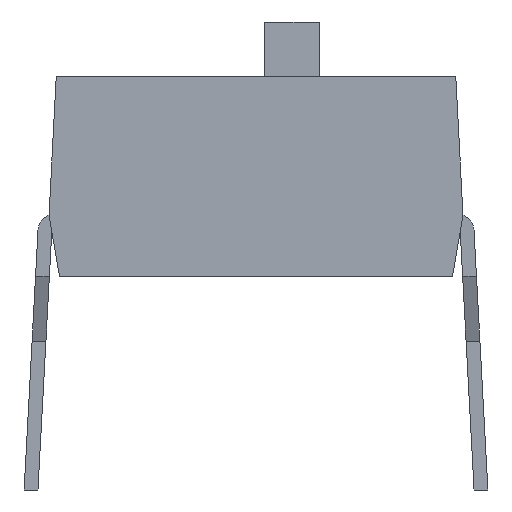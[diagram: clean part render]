
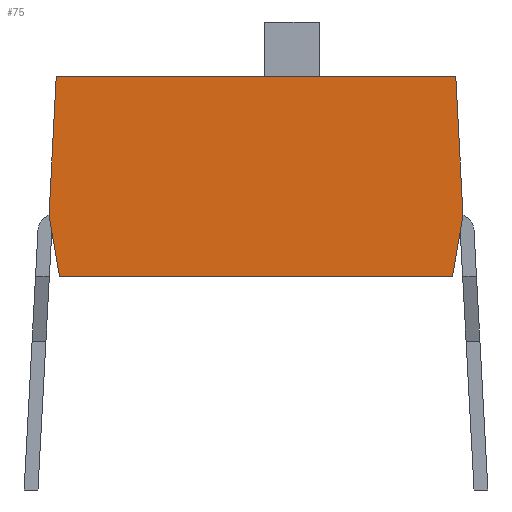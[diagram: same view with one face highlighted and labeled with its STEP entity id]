
A CAD part, left-side view. The second image highlights one B-rep face of the part: STEP entity #75.
In plain terms, the highlighted planar face has unit normal (-1, 0, 0).
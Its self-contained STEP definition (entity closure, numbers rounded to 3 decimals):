
#75=ADVANCED_FACE('',(#545),#546,.F.);
#545=FACE_OUTER_BOUND('',#1499,.T.);
#546=PLANE('',#1500);
#1499=EDGE_LOOP('',(#2453,#2454,#2455,#2456,#2457,#2458));
#1500=AXIS2_PLACEMENT_3D('',#2459,#2460,#2461);
#2453=ORIENTED_EDGE('',*,*,#6374,.F.);
#2454=ORIENTED_EDGE('',*,*,#6375,.F.);
#2455=ORIENTED_EDGE('',*,*,#6376,.F.);
#2456=ORIENTED_EDGE('',*,*,#6377,.F.);
#2457=ORIENTED_EDGE('',*,*,#6378,.F.);
#2458=ORIENTED_EDGE('',*,*,#6379,.F.);
#2459=CARTESIAN_POINT('',(-16.256,0.0,0.0));
#2460=DIRECTION('',(1.0,0.0,0.0));
#2461=DIRECTION('',(0.0,1.0,0.0));
#6374=EDGE_CURVE('',#7631,#7632,#7633,.T.);
#6375=EDGE_CURVE('',#7634,#7631,#7635,.T.);
#6376=EDGE_CURVE('',#7636,#7634,#7637,.T.);
#6377=EDGE_CURVE('',#7638,#7636,#7639,.T.);
#6378=EDGE_CURVE('',#7640,#7638,#7641,.T.);
#6379=EDGE_CURVE('',#7632,#7640,#7642,.T.);
#7631=VERTEX_POINT('',#9694);
#7632=VERTEX_POINT('',#9695);
#7633=LINE('',#9696,#9697);
#7634=VERTEX_POINT('',#9698);
#7635=LINE('',#9699,#9700);
#7636=VERTEX_POINT('',#9701);
#7637=LINE('',#9702,#9703);
#7638=VERTEX_POINT('',#9704);
#7639=LINE('',#9705,#9706);
#7640=VERTEX_POINT('',#9707);
#7641=LINE('',#9708,#9709);
#7642=LINE('',#9710,#9711);
#9694=CARTESIAN_POINT('',(-16.256,3.74,-2.5));
#9695=CARTESIAN_POINT('',(-16.256,3.61,0.0));
#9696=CARTESIAN_POINT('',(-16.256,3.74,-2.5));
#9697=VECTOR('',#12966,2.503);
#9698=CARTESIAN_POINT('',(-16.256,3.55,-3.607));
#9699=CARTESIAN_POINT('',(-16.256,3.55,-3.607));
#9700=VECTOR('',#12967,1.123);
#9701=CARTESIAN_POINT('',(-16.256,-3.55,-3.607));
#9702=CARTESIAN_POINT('',(-16.256,-3.55,-3.607));
#9703=VECTOR('',#12968,7.1);
#9704=CARTESIAN_POINT('',(-16.256,-3.74,-2.5));
#9705=CARTESIAN_POINT('',(-16.256,-3.74,-2.5));
#9706=VECTOR('',#12969,1.123);
#9707=CARTESIAN_POINT('',(-16.256,-3.61,0.0));
#9708=CARTESIAN_POINT('',(-16.256,-3.61,0.0));
#9709=VECTOR('',#12970,2.503);
#9710=CARTESIAN_POINT('',(-16.256,3.61,0.0));
#9711=VECTOR('',#12971,7.22);
#12966=DIRECTION('',(0.0,-0.052,0.999));
#12967=DIRECTION('',(0.0,0.169,0.986));
#12968=DIRECTION('',(0.0,1.0,0.0));
#12969=DIRECTION('',(0.0,0.169,-0.986));
#12970=DIRECTION('',(0.0,-0.052,-0.999));
#12971=DIRECTION('',(0.0,-1.0,0.0));
